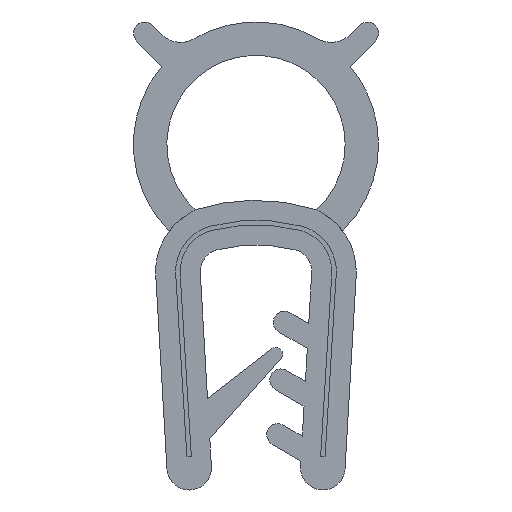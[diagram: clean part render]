
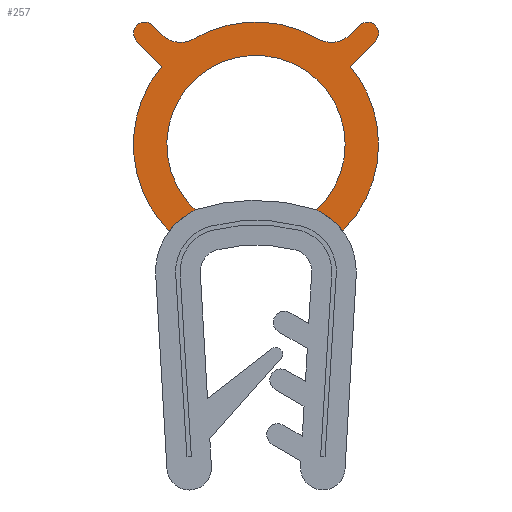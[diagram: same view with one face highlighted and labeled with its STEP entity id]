
A CAD part, front view. The second image highlights one B-rep face of the part: STEP entity #257.
In plain terms, the highlighted free-form (B-spline) face has degree [1, 1] with [2, 2] control points.
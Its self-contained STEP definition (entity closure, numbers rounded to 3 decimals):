
#44=CARTESIAN_POINT('',(-6.049,0.0,0.469));
#45=CARTESIAN_POINT('',(6.049,0.0,0.469));
#46=CARTESIAN_POINT('',(-6.049,0.0,-9.851));
#47=CARTESIAN_POINT('',(6.049,0.0,-9.851));
#48=B_SPLINE_SURFACE_WITH_KNOTS('',1,1,((#44,#46),(#45,#47)),.UNSPECIFIED.,.F.,.F.,.U.,(2,2),(2,2),(0.0,12.099),(0.0,10.32),.UNSPECIFIED.);
#49=CARTESIAN_POINT('',(-4.646,0.0,-0.146));
#50=VERTEX_POINT('',#49);
#51=CARTESIAN_POINT('',(-5.354,0.0,-0.854));
#52=VERTEX_POINT('',#51);
#53=CARTESIAN_POINT('',(-4.646,0.0,-0.146));
#54=CARTESIAN_POINT('',(-4.851,0.0,0.058));
#55=CARTESIAN_POINT('',(-5.129,0.0,-0.017));
#56=CARTESIAN_POINT('',(-5.408,0.0,-0.092));
#57=CARTESIAN_POINT('',(-5.483,0.0,-0.371));
#58=CARTESIAN_POINT('',(-5.558,0.0,-0.649));
#59=CARTESIAN_POINT('',(-5.354,0.0,-0.854));
#67=(BOUNDED_CURVE()B_SPLINE_CURVE(2,(#53,#54,#55,#56,#57,#58,#59),.UNSPECIFIED.,.F.,.U.)B_SPLINE_CURVE_WITH_KNOTS((3,2,2,3),(0.0,0.333,0.667,1.0),.UNSPECIFIED.)CURVE()GEOMETRIC_REPRESENTATION_ITEM()RATIONAL_B_SPLINE_CURVE((1.0,0.866,1.0,0.866,1.0,0.866,1.0))REPRESENTATION_ITEM(''));
#68=EDGE_CURVE('',#50,#52,#67,.T.);
#69=ORIENTED_EDGE('',*,*,#68,.T.);
#70=CARTESIAN_POINT('',(-4.227,0.0,-1.981));
#71=VERTEX_POINT('',#70);
#72=CARTESIAN_POINT('',(-5.354,0.0,-0.854));
#73=CARTESIAN_POINT('',(-4.227,0.0,-1.981));
#74=QUASI_UNIFORM_CURVE('',1,(#72,#73),.UNSPECIFIED.,.F.,.U.);
#75=EDGE_CURVE('',#52,#71,#74,.T.);
#76=ORIENTED_EDGE('',*,*,#75,.T.);
#77=CARTESIAN_POINT('',(-3.895,0.0,-9.383));
#78=VERTEX_POINT('',#77);
#79=CARTESIAN_POINT('',(-4.227,0.0,-1.981));
#80=CARTESIAN_POINT('',(-7.434,0.0,-5.833));
#81=CARTESIAN_POINT('',(-3.895,0.0,-9.383));
#89=(BOUNDED_CURVE()B_SPLINE_CURVE(2,(#79,#80,#81),.UNSPECIFIED.,.F.,.U.)CURVE()GEOMETRIC_REPRESENTATION_ITEM()QUASI_UNIFORM_CURVE()RATIONAL_B_SPLINE_CURVE((1.0,0.739,1.0))REPRESENTATION_ITEM(''));
#90=EDGE_CURVE('',#71,#78,#89,.T.);
#91=ORIENTED_EDGE('',*,*,#90,.T.);
#92=CARTESIAN_POINT('',(-3.075,0.0,-8.637));
#93=VERTEX_POINT('',#92);
#94=CARTESIAN_POINT('',(-3.075,0.0,-8.637));
#95=CARTESIAN_POINT('',(-3.555,0.0,-8.932));
#96=CARTESIAN_POINT('',(-3.895,0.0,-9.383));
#104=(BOUNDED_CURVE()B_SPLINE_CURVE(2,(#94,#95,#96),.UNSPECIFIED.,.F.,.U.)CURVE()GEOMETRIC_REPRESENTATION_ITEM()QUASI_UNIFORM_CURVE()RATIONAL_B_SPLINE_CURVE((1.0,0.983,1.0))REPRESENTATION_ITEM(''));
#105=EDGE_CURVE('',#93,#78,#104,.T.);
#106=ORIENTED_EDGE('',*,*,#105,.F.);
#107=CARTESIAN_POINT('',(-2.73,0.0,-8.424));
#108=VERTEX_POINT('',#107);
#109=CARTESIAN_POINT('',(-3.075,0.0,-8.637));
#110=CARTESIAN_POINT('',(-2.73,0.0,-8.424));
#111=QUASI_UNIFORM_CURVE('',1,(#109,#110),.UNSPECIFIED.,.F.,.U.);
#112=EDGE_CURVE('',#93,#108,#111,.T.);
#113=ORIENTED_EDGE('',*,*,#112,.T.);
#114=CARTESIAN_POINT('',(2.73,0.0,-8.424));
#115=VERTEX_POINT('',#114);
#116=CARTESIAN_POINT('',(2.73,0.0,-8.424));
#117=CARTESIAN_POINT('',(4.72,0.0,-6.566));
#118=CARTESIAN_POINT('',(3.721,0.0,-4.033));
#119=CARTESIAN_POINT('',(2.723,0.0,-1.5));
#120=CARTESIAN_POINT('',(0.0,0.0,-1.5));
#121=CARTESIAN_POINT('',(-2.723,0.0,-1.5));
#122=CARTESIAN_POINT('',(-3.721,0.0,-4.033));
#123=CARTESIAN_POINT('',(-4.72,0.0,-6.566));
#124=CARTESIAN_POINT('',(-2.73,0.0,-8.424));
#132=(BOUNDED_CURVE()B_SPLINE_CURVE(2,(#116,#117,#118,#119,#120,#121,#122,#123,#124),.UNSPECIFIED.,.F.,.U.)B_SPLINE_CURVE_WITH_KNOTS((3,2,2,2,3),(0.0,0.25,0.5,0.75,1.0),.UNSPECIFIED.)CURVE()GEOMETRIC_REPRESENTATION_ITEM()RATIONAL_B_SPLINE_CURVE((1.0,0.827,1.0,0.827,1.0,0.827,1.0,0.827,1.0))REPRESENTATION_ITEM(''));
#133=EDGE_CURVE('',#115,#108,#132,.T.);
#134=ORIENTED_EDGE('',*,*,#133,.F.);
#135=CARTESIAN_POINT('',(3.075,0.0,-8.637));
#136=VERTEX_POINT('',#135);
#137=CARTESIAN_POINT('',(2.73,0.0,-8.424));
#138=CARTESIAN_POINT('',(3.075,0.0,-8.637));
#139=QUASI_UNIFORM_CURVE('',1,(#137,#138),.UNSPECIFIED.,.F.,.U.);
#140=EDGE_CURVE('',#115,#136,#139,.T.);
#141=ORIENTED_EDGE('',*,*,#140,.T.);
#142=CARTESIAN_POINT('',(3.895,0.0,-9.383));
#143=VERTEX_POINT('',#142);
#144=CARTESIAN_POINT('',(3.895,0.0,-9.383));
#145=CARTESIAN_POINT('',(3.555,0.0,-8.932));
#146=CARTESIAN_POINT('',(3.075,0.0,-8.637));
#154=(BOUNDED_CURVE()B_SPLINE_CURVE(2,(#144,#145,#146),.UNSPECIFIED.,.F.,.U.)CURVE()GEOMETRIC_REPRESENTATION_ITEM()QUASI_UNIFORM_CURVE()RATIONAL_B_SPLINE_CURVE((1.0,0.983,1.0))REPRESENTATION_ITEM(''));
#155=EDGE_CURVE('',#143,#136,#154,.T.);
#156=ORIENTED_EDGE('',*,*,#155,.F.);
#157=CARTESIAN_POINT('',(4.227,0.0,-1.981));
#158=VERTEX_POINT('',#157);
#159=CARTESIAN_POINT('',(3.895,0.0,-9.383));
#160=CARTESIAN_POINT('',(7.434,0.0,-5.833));
#161=CARTESIAN_POINT('',(4.227,0.0,-1.981));
#169=(BOUNDED_CURVE()B_SPLINE_CURVE(2,(#159,#160,#161),.UNSPECIFIED.,.F.,.U.)CURVE()GEOMETRIC_REPRESENTATION_ITEM()QUASI_UNIFORM_CURVE()RATIONAL_B_SPLINE_CURVE((1.0,0.739,1.0))REPRESENTATION_ITEM(''));
#170=EDGE_CURVE('',#143,#158,#169,.T.);
#171=ORIENTED_EDGE('',*,*,#170,.T.);
#172=CARTESIAN_POINT('',(5.354,0.0,-0.854));
#173=VERTEX_POINT('',#172);
#174=CARTESIAN_POINT('',(4.227,0.0,-1.981));
#175=CARTESIAN_POINT('',(5.354,0.0,-0.854));
#176=QUASI_UNIFORM_CURVE('',1,(#174,#175),.UNSPECIFIED.,.F.,.U.);
#177=EDGE_CURVE('',#158,#173,#176,.T.);
#178=ORIENTED_EDGE('',*,*,#177,.T.);
#179=CARTESIAN_POINT('',(4.646,0.0,-0.146));
#180=VERTEX_POINT('',#179);
#181=CARTESIAN_POINT('',(5.354,0.0,-0.854));
#182=CARTESIAN_POINT('',(5.558,0.0,-0.649));
#183=CARTESIAN_POINT('',(5.483,0.0,-0.371));
#184=CARTESIAN_POINT('',(5.408,0.0,-0.092));
#185=CARTESIAN_POINT('',(5.129,0.0,-0.017));
#186=CARTESIAN_POINT('',(4.851,0.0,0.058));
#187=CARTESIAN_POINT('',(4.646,0.0,-0.146));
#195=(BOUNDED_CURVE()B_SPLINE_CURVE(2,(#181,#182,#183,#184,#185,#186,#187),.UNSPECIFIED.,.F.,.U.)B_SPLINE_CURVE_WITH_KNOTS((3,2,2,3),(0.0,0.333,0.667,1.0),.UNSPECIFIED.)CURVE()GEOMETRIC_REPRESENTATION_ITEM()RATIONAL_B_SPLINE_CURVE((1.0,0.866,1.0,0.866,1.0,0.866,1.0))REPRESENTATION_ITEM(''));
#196=EDGE_CURVE('',#173,#180,#195,.T.);
#197=ORIENTED_EDGE('',*,*,#196,.T.);
#198=CARTESIAN_POINT('',(4.229,0.0,-0.564));
#199=VERTEX_POINT('',#198);
#200=CARTESIAN_POINT('',(4.646,0.0,-0.146));
#201=CARTESIAN_POINT('',(4.229,0.0,-0.564));
#202=QUASI_UNIFORM_CURVE('',1,(#200,#201),.UNSPECIFIED.,.F.,.U.);
#203=EDGE_CURVE('',#180,#199,#202,.T.);
#204=ORIENTED_EDGE('',*,*,#203,.T.);
#205=CARTESIAN_POINT('',(2.775,0.0,-0.751));
#206=VERTEX_POINT('',#205);
#207=CARTESIAN_POINT('',(2.775,0.0,-0.751));
#208=CARTESIAN_POINT('',(3.574,0.0,-1.219));
#209=CARTESIAN_POINT('',(4.229,0.0,-0.564));
#217=(BOUNDED_CURVE()B_SPLINE_CURVE(2,(#207,#208,#209),.UNSPECIFIED.,.F.,.U.)CURVE()GEOMETRIC_REPRESENTATION_ITEM()QUASI_UNIFORM_CURVE()RATIONAL_B_SPLINE_CURVE((1.0,0.792,1.0))REPRESENTATION_ITEM(''));
#218=EDGE_CURVE('',#206,#199,#217,.T.);
#219=ORIENTED_EDGE('',*,*,#218,.F.);
#220=CARTESIAN_POINT('',(-2.775,0.0,-0.751));
#221=VERTEX_POINT('',#220);
#222=CARTESIAN_POINT('',(2.775,0.0,-0.751));
#223=CARTESIAN_POINT('',(0.,0.0,0.87));
#224=CARTESIAN_POINT('',(-2.775,0.0,-0.751));
#232=(BOUNDED_CURVE()B_SPLINE_CURVE(2,(#222,#223,#224),.UNSPECIFIED.,.F.,.U.)CURVE()GEOMETRIC_REPRESENTATION_ITEM()QUASI_UNIFORM_CURVE()RATIONAL_B_SPLINE_CURVE((1.0,0.863,1.0))REPRESENTATION_ITEM(''));
#233=EDGE_CURVE('',#206,#221,#232,.T.);
#234=ORIENTED_EDGE('',*,*,#233,.T.);
#235=CARTESIAN_POINT('',(-4.229,0.0,-0.564));
#236=VERTEX_POINT('',#235);
#237=CARTESIAN_POINT('',(-4.229,0.0,-0.564));
#238=CARTESIAN_POINT('',(-3.574,0.0,-1.219));
#239=CARTESIAN_POINT('',(-2.775,0.0,-0.751));
#247=(BOUNDED_CURVE()B_SPLINE_CURVE(2,(#237,#238,#239),.UNSPECIFIED.,.F.,.U.)CURVE()GEOMETRIC_REPRESENTATION_ITEM()QUASI_UNIFORM_CURVE()RATIONAL_B_SPLINE_CURVE((1.0,0.792,1.0))REPRESENTATION_ITEM(''));
#248=EDGE_CURVE('',#236,#221,#247,.T.);
#249=ORIENTED_EDGE('',*,*,#248,.F.);
#250=CARTESIAN_POINT('',(-4.229,0.0,-0.564));
#251=CARTESIAN_POINT('',(-4.646,0.0,-0.146));
#252=QUASI_UNIFORM_CURVE('',1,(#250,#251),.UNSPECIFIED.,.F.,.U.);
#253=EDGE_CURVE('',#236,#50,#252,.T.);
#254=ORIENTED_EDGE('',*,*,#253,.T.);
#255=EDGE_LOOP('',(#69,#76,#91,#106,#113,#134,#141,#156,#171,#178,#197,#204,#219,#234,#249,#254));
#256=FACE_OUTER_BOUND('',#255,.T.);
#257=ADVANCED_FACE('',(#256),#48,.F.);
